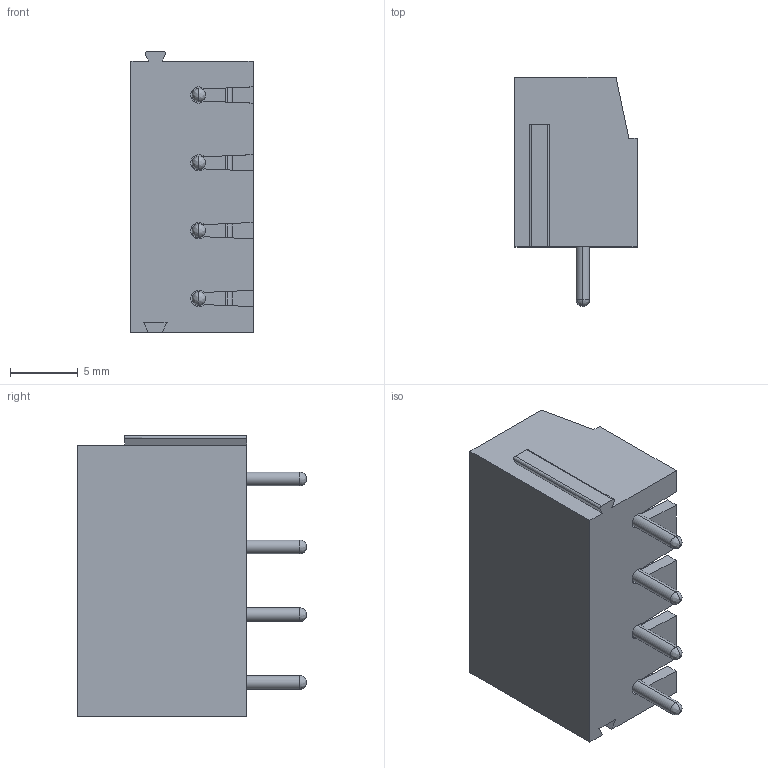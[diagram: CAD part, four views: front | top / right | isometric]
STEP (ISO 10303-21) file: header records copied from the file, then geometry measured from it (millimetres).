
FILE_DESCRIPTION( ('This file contains a STEP AP42 implementation' ,'as created by ZW3D STEP Interface translator.') ,'2;1' );
FILE_NAME( 'WJ300-5.0-04P.stp' ,'22 217.135230', (''), ('ZWCAD Software Co.'), 'Version 1.0', 'ZW3D to STEP translator', '' );
FILE_SCHEMA(('AUTOMOTIVE_DESIGN'));
Length unit declared in the file: millimetre
Products named in the file (2): 0; WJ300-500-03P-1YY-00A
Bounding box: 9 x 16.9 x 20.7 mm (x, y, z)
Volume: 1690.8 mm3; surface area: 2031.6 mm2
Topology: 1 solids, 1 shells, 254 faces, 648 edges, 412 vertices
Faces by surface type: bspline 254
Entity records: 8590 total; most frequent: CARTESIAN_POINT 4573, ORIENTED_EDGE 1280, EDGE_CURVE 640, B_SPLINE_CURVE_WITH_KNOTS 444, VERTEX_POINT 412, EDGE_LOOP 278, FACE_OUTER_BOUND 254, ADVANCED_FACE 254
